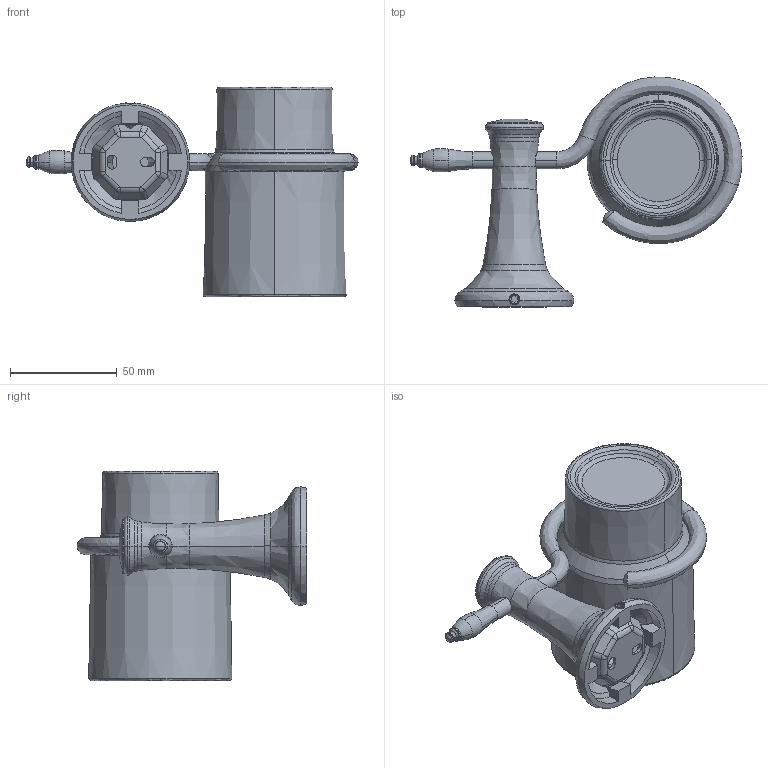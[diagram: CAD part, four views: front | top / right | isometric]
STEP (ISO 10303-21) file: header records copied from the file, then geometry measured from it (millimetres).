
FILE_DESCRIPTION (( 'STEP AP214' ), '1' );
FILE_NAME ('ARE03.stp', '2021-05-13T13:07:12', ( '' ), ( '' ), 'SwSTEP 2.0', 'SolidWorks 2021', '' );
FILE_SCHEMA (( 'AUTOMOTIVE_DESIGN' ));
Length unit declared in the file: millimetre
Products named in the file (11): YUANBEI; P565031; P235020; 5X12; ARE03; P565031_2; P565500; 5X12_2; P285620; P565500_2; P565040
Assembly tree (10 placements, depth 2):
  ARE03
    P565500
    P565500_2
    P565031_2
    P565031
    P565040
    P235020
    5X12_2
    5X12
    P285620
    YUANBEI
Bounding box: 155.25 x 107.52 x 97.9 mm (x, y, z)
Volume: 118403.5 mm3; surface area: 68936.4 mm2
Topology: 7 solids, 12 shells, 334 faces, 857 edges, 543 vertices
Faces by surface type: cylinder 124, bspline 101, plane 70, cone 33, torus 6
Entity records: 18056 total; most frequent: CARTESIAN_POINT 10224, ORIENTED_EDGE 1680, DIRECTION 1395, EDGE_CURVE 851, AXIS2_PLACEMENT_3D 551, VERTEX_POINT 543, EDGE_LOOP 356, FACE_OUTER_BOUND 334
